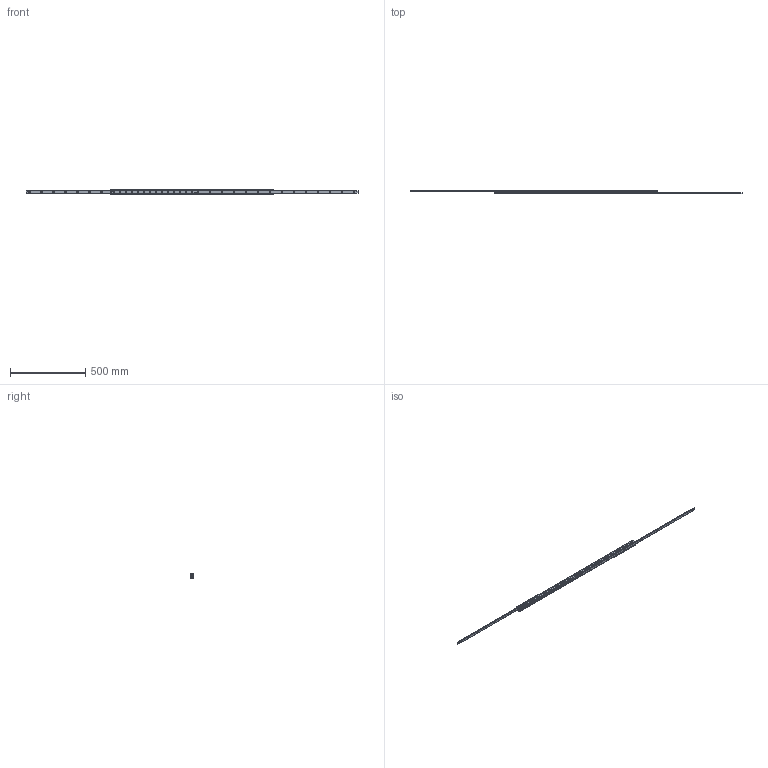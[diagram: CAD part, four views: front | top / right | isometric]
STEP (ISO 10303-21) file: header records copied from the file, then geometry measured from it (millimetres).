
FILE_DESCRIPTION((''),'2;1');
FILE_NAME('LCAH 28H-1090.DD.stp','2015-11-16T13:34:04',('MRathmann'),(''),'Autodesk Inventor 2012','Autodesk Inventor 2012','');
FILE_SCHEMA(('CONFIG_CONTROL_DESIGN'));
Length unit declared in the file: millimetre
Products named in the file (9): LCAH 28H-1090.DD; LCH 28H-1090; LLMD 28H-1090; KF.LCA 28H-0519.GZ; K_5,000_ST; + AS.L 28H 4x3,8; + VKB.L 28H 4x7; + SC M4x0,35 DIN 1207; + Niet Ø5x6. VA 
Assembly tree (47 placements, depth 2):
  LCAH 28H-1090.DD
    LCH 28H-1090  x2
    LLMD 28H-1090  x2
    KF.LCA 28H-0519.GZ  x2
    K_5,000_ST  x4
    + AS.L 28H 4x3,8  x4
    + VKB.L 28H 4x7  x4
    + SC M4x0,35 DIN 1207  x2
    + Niet Ø5x6. VA   x27
Bounding box: 2213 x 26 x 28 mm (x, y, z)
Volume: 592062.2 mm3; surface area: 395637 mm2
Topology: 47 solids, 47 shells, 1009 faces, 2513 edges, 1634 vertices
Faces by surface type: plane 476, cylinder 386, cone 40, torus 33, revolution 27, bspline 27, sphere 20
Full cylindrical faces by diameter (mm): 3.2 x27, 3.242 x4, 3.8 x4, 4 x14, 5 x31, 5.1 x54, 5.5 x28, 11 x54
Entity records: 12672 total; most frequent: CARTESIAN_POINT 2479, DIRECTION 2141, ORIENTED_EDGE 1822, EDGE_CURVE 911, AXIS2_PLACEMENT_3D 824, VERTEX_POINT 651, EDGE_LOOP 624, VECTOR 492
